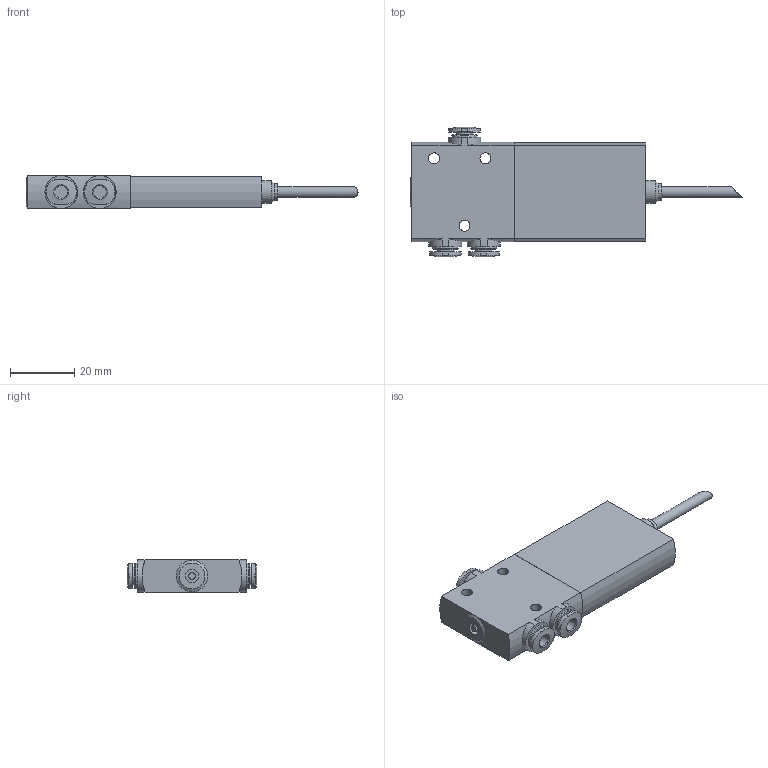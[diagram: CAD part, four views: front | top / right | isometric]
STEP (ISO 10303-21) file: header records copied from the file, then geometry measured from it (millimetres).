
FILE_DESCRIPTION(/* description */ ('STEP AP214'),/* implementation_level */ '2;1');
FILE_NAME(/* name */ '196157_MHE2-MS1H-3_2O-QS-4-K',/* time_stamp */ '2024-09-05T13:24:06+02:00',/* author */ ('License CC BY-ND 4.0'),/* organization */ ('CADENAS'),/* preprocessor_version */ 'ST-DEVELOPER v19.3',/* originating_system */ 'PARTsolutions',/* authorisation */ ' ');
FILE_SCHEMA (('AUTOMOTIVE_DESIGN {1 0 10303 214 3 1 1}'));
Length unit declared in the file: millimetre
Products named in the file (1): 196157 MHE2-MS1H-3/2O-QS-4-K
Bounding box: 103.5 x 40.4 x 10 mm (x, y, z)
Volume: 22456.6 mm3; surface area: 8016.3 mm2
Topology: 1 solids, 1 shells, 91 faces, 216 edges, 143 vertices
Faces by surface type: cylinder 38, plane 33, torus 12, cone 8
Full cylindrical faces by diameter (mm): 2 x1, 3.4 x4, 4 x4, 5 x1, 5.4 x3, 7 x1, 8 x3
Entity records: 3143 total; most frequent: CARTESIAN_POINT 530, DIRECTION 400, ORIENTED_EDGE 354, EDGE_CURVE 177, AXIS2_PLACEMENT_3D 167, EDGE_LOOP 144, FACE_BOUND 144, VERTEX_POINT 135
